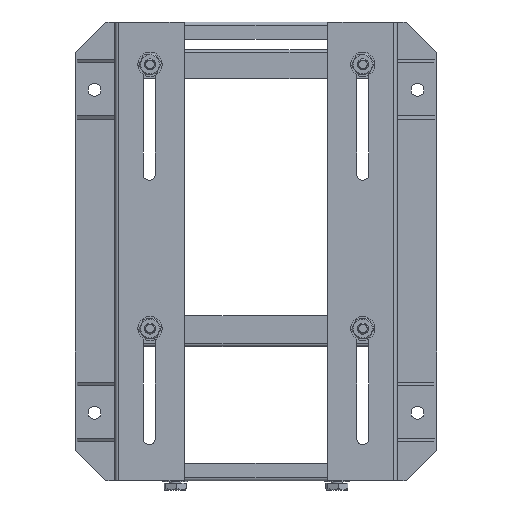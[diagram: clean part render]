
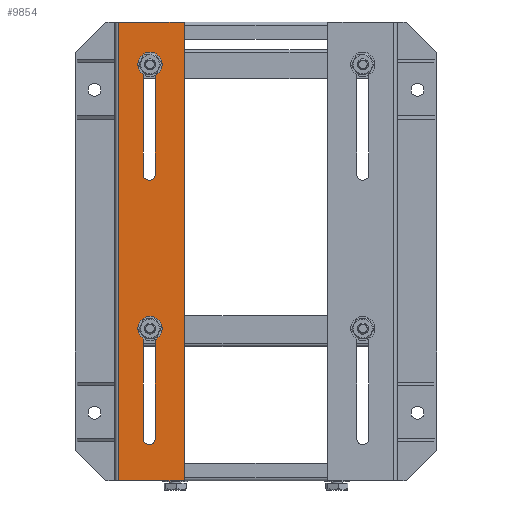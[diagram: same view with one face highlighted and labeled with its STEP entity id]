
A CAD part, front view. The second image highlights one B-rep face of the part: STEP entity #9854.
In plain terms, the highlighted planar face has unit normal (0, -1, 0).
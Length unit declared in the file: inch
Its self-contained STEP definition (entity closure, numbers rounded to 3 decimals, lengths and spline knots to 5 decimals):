
#117 = ORIENTED_EDGE ( 'NONE', *, *, #9566, .F. ) ;
#205 = CIRCLE ( 'NONE', #2037, 0.41339 ) ;
#336 = VERTEX_POINT ( 'NONE', #5296 ) ;
#474 = EDGE_CURVE ( 'NONE', #19120, #8553, #14097, .T. ) ;
#641 = CARTESIAN_POINT ( 'NONE',  ( 1.52287, -1.32464, 15.625 ) ) ;
#642 = DIRECTION ( 'NONE',  ( 0., 1., 0. ) ) ;
#744 = CARTESIAN_POINT ( 'NONE',  ( 1.10948, -1.32464, -5.25984 ) ) ;
#834 = DIRECTION ( 'NONE',  ( 0., 0., -1. ) ) ;
#918 = CARTESIAN_POINT ( 'NONE',  ( 1.52287, -1.32464, 15.625 ) ) ;
#1054 = ORIENTED_EDGE ( 'NONE', *, *, #6019, .F. ) ;
#1492 = EDGE_CURVE ( 'NONE', #20227, #20709, #15278, .T. ) ;
#1781 = CARTESIAN_POINT ( 'NONE',  ( -0.95752, -1.32464, 15.625 ) ) ;
#1791 = ORIENTED_EDGE ( 'NONE', *, *, #4028, .F. ) ;
#2037 = AXIS2_PLACEMENT_3D ( 'NONE', #12965, #11372, #14600 ) ;
#2149 = CARTESIAN_POINT ( 'NONE',  ( -0.95752, -1.32464, 15.625 ) ) ;
#2413 = EDGE_CURVE ( 'NONE', #4993, #11898, #6999, .T. ) ;
#2459 = CIRCLE ( 'NONE', #14629, 0.41339 ) ;
#2566 = DIRECTION ( 'NONE',  ( 0., -1., 0. ) ) ;
#2583 = CARTESIAN_POINT ( 'NONE',  ( 1.10948, -1.32464, -12.74016 ) ) ;
#2689 = DIRECTION ( 'NONE',  ( 0., -1., 0. ) ) ;
#2734 = DIRECTION ( 'NONE',  ( 0., 0., -1. ) ) ;
#3643 = CARTESIAN_POINT ( 'NONE',  ( -1.23652, -1.32464, 15.625 ) ) ;
#4028 = EDGE_CURVE ( 'NONE', #11898, #20227, #8002, .T. ) ;
#4152 = CARTESIAN_POINT ( 'NONE',  ( 1.10948, -1.32464, 5.25984 ) ) ;
#4244 = CARTESIAN_POINT ( 'NONE',  ( 3.48789, -1.32464, 15.625 ) ) ;
#4386 = FACE_BOUND ( 'NONE', #17073, .T. ) ;
#4630 = FACE_OUTER_BOUND ( 'NONE', #20922, .T. ) ;
#4709 = ORIENTED_EDGE ( 'NONE', *, *, #474, .F. ) ;
#4993 = VERTEX_POINT ( 'NONE', #16385 ) ;
#5050 = ORIENTED_EDGE ( 'NONE', *, *, #16997, .F. ) ;
#5244 = EDGE_CURVE ( 'NONE', #8355, #336, #10261, .T. ) ;
#5296 = CARTESIAN_POINT ( 'NONE',  ( 3.48789, -1.32464, 15.625 ) ) ;
#5400 = DIRECTION ( 'NONE',  ( 0., 0., 1. ) ) ;
#5609 = VERTEX_POINT ( 'NONE', #8866 ) ;
#5811 = VECTOR ( 'NONE', #7014, 39.37008 ) ;
#5865 = DIRECTION ( 'NONE',  ( 0., -1., 0. ) ) ;
#5991 = VECTOR ( 'NONE', #8881, 39.37008 ) ;
#6019 = EDGE_CURVE ( 'NONE', #336, #10097, #17941, .T. ) ;
#6408 = ORIENTED_EDGE ( 'NONE', *, *, #2413, .F. ) ;
#6916 = VECTOR ( 'NONE', #19038, 39.37008 ) ;
#6999 = LINE ( 'NONE', #8950, #16882 ) ;
#7014 = DIRECTION ( 'NONE',  ( 0., 0., 1. ) ) ;
#7037 = CARTESIAN_POINT ( 'NONE',  ( 1.10948, -1.32464, 4.84646 ) ) ;
#7153 = AXIS2_PLACEMENT_3D ( 'NONE', #7342, #9000, #834 ) ;
#7287 = VECTOR ( 'NONE', #15631, 39.37008 ) ;
#7342 = CARTESIAN_POINT ( 'NONE',  ( 1.10948, -1.32464, 5.25984 ) ) ;
#7469 = CARTESIAN_POINT ( 'NONE',  ( 0.6961, -1.32464, 15.625 ) ) ;
#7904 = CARTESIAN_POINT ( 'NONE',  ( 3.48789, -1.32464, -15.625 ) ) ;
#7974 = ORIENTED_EDGE ( 'NONE', *, *, #13251, .F. ) ;
#8002 = CIRCLE ( 'NONE', #11544, 0.41339 ) ;
#8355 = VERTEX_POINT ( 'NONE', #1781 ) ;
#8553 = VERTEX_POINT ( 'NONE', #10176 ) ;
#8597 = EDGE_CURVE ( 'NONE', #16576, #18600, #16722, .T. ) ;
#8866 = CARTESIAN_POINT ( 'NONE',  ( 1.52287, -1.32464, -12.74016 ) ) ;
#8881 = DIRECTION ( 'NONE',  ( -1., 0., 0. ) ) ;
#8937 = DIRECTION ( 'NONE',  ( 0., 0., 1. ) ) ;
#8950 = CARTESIAN_POINT ( 'NONE',  ( 0.6961, -1.32464, 15.625 ) ) ;
#9000 = DIRECTION ( 'NONE',  ( 0., -1., 0. ) ) ;
#9048 = EDGE_LOOP ( 'NONE', ( #16769, #21068, #9910, #5050, #4709 ) ) ;
#9192 = DIRECTION ( 'NONE',  ( 0., 0., -1. ) ) ;
#9219 = AXIS2_PLACEMENT_3D ( 'NONE', #744, #2689, #18949 ) ;
#9395 = DIRECTION ( 'NONE',  ( 0., -1., 0. ) ) ;
#9566 = EDGE_CURVE ( 'NONE', #20709, #16043, #12233, .T. ) ;
#9854 = ADVANCED_FACE ( 'NONE', ( #4630, #4386, #20998 ), #20486, .F. ) ;
#9910 = ORIENTED_EDGE ( 'NONE', *, *, #8597, .F. ) ;
#10097 = VERTEX_POINT ( 'NONE', #7904 ) ;
#10176 = CARTESIAN_POINT ( 'NONE',  ( 0.6961, -1.32464, -5.25984 ) ) ;
#10261 = LINE ( 'NONE', #3643, #14462 ) ;
#11372 = DIRECTION ( 'NONE',  ( 0., -1., 0. ) ) ;
#11437 = LINE ( 'NONE', #17164, #5991 ) ;
#11544 = AXIS2_PLACEMENT_3D ( 'NONE', #4152, #5865, #14642 ) ;
#11803 = LINE ( 'NONE', #2149, #5811 ) ;
#11898 = VERTEX_POINT ( 'NONE', #20038 ) ;
#11932 = LINE ( 'NONE', #641, #14551 ) ;
#11977 = DIRECTION ( 'NONE',  ( 1., 0., 0. ) ) ;
#12233 = LINE ( 'NONE', #918, #7287 ) ;
#12239 = EDGE_CURVE ( 'NONE', #18600, #5609, #205, .T. ) ;
#12382 = LINE ( 'NONE', #7469, #6916 ) ;
#12462 = ORIENTED_EDGE ( 'NONE', *, *, #17648, .F. ) ;
#12495 = CARTESIAN_POINT ( 'NONE',  ( 1.10948, -1.32464, 12.74016 ) ) ;
#12965 = CARTESIAN_POINT ( 'NONE',  ( 1.10948, -1.32464, -12.74016 ) ) ;
#13251 = EDGE_CURVE ( 'NONE', #10097, #19336, #11437, .T. ) ;
#13959 = CARTESIAN_POINT ( 'NONE',  ( -1.23652, -1.32464, 15.625 ) ) ;
#13974 = DIRECTION ( 'NONE',  ( 0., 0., -1. ) ) ;
#14097 = CIRCLE ( 'NONE', #9219, 0.41339 ) ;
#14326 = DIRECTION ( 'NONE',  ( 0., 0., -1. ) ) ;
#14462 = VECTOR ( 'NONE', #11977, 39.37008 ) ;
#14551 = VECTOR ( 'NONE', #5400, 39.37008 ) ;
#14600 = DIRECTION ( 'NONE',  ( 0., 0., -1. ) ) ;
#14629 = AXIS2_PLACEMENT_3D ( 'NONE', #12495, #2566, #14326 ) ;
#14642 = DIRECTION ( 'NONE',  ( 0., 0., -1. ) ) ;
#14996 = ORIENTED_EDGE ( 'NONE', *, *, #17674, .F. ) ;
#15278 = CIRCLE ( 'NONE', #7153, 0.41339 ) ;
#15631 = DIRECTION ( 'NONE',  ( 0., 0., 1. ) ) ;
#16043 = VERTEX_POINT ( 'NONE', #19545 ) ;
#16377 = CARTESIAN_POINT ( 'NONE',  ( 1.52287, -1.32464, -5.25984 ) ) ;
#16385 = CARTESIAN_POINT ( 'NONE',  ( 0.6961, -1.32464, 12.74016 ) ) ;
#16399 = EDGE_CURVE ( 'NONE', #5609, #19120, #11932, .T. ) ;
#16576 = VERTEX_POINT ( 'NONE', #19065 ) ;
#16722 = CIRCLE ( 'NONE', #18027, 0.41339 ) ;
#16769 = ORIENTED_EDGE ( 'NONE', *, *, #16399, .F. ) ;
#16865 = AXIS2_PLACEMENT_3D ( 'NONE', #13959, #642, #8937 ) ;
#16882 = VECTOR ( 'NONE', #13974, 39.37008 ) ;
#16997 = EDGE_CURVE ( 'NONE', #8553, #16576, #12382, .T. ) ;
#17073 = EDGE_LOOP ( 'NONE', ( #117, #21174, #1791, #6408, #14996 ) ) ;
#17164 = CARTESIAN_POINT ( 'NONE',  ( -1.23652, -1.32464, -15.625 ) ) ;
#17274 = CARTESIAN_POINT ( 'NONE',  ( 1.52287, -1.32464, 5.25984 ) ) ;
#17648 = EDGE_CURVE ( 'NONE', #19336, #8355, #11803, .T. ) ;
#17674 = EDGE_CURVE ( 'NONE', #16043, #4993, #2459, .T. ) ;
#17941 = LINE ( 'NONE', #4244, #19513 ) ;
#18027 = AXIS2_PLACEMENT_3D ( 'NONE', #2583, #9395, #2734 ) ;
#18512 = CARTESIAN_POINT ( 'NONE',  ( -0.95752, -1.32464, -15.625 ) ) ;
#18600 = VERTEX_POINT ( 'NONE', #19947 ) ;
#18949 = DIRECTION ( 'NONE',  ( 0., 0., -1. ) ) ;
#19038 = DIRECTION ( 'NONE',  ( 0., 0., -1. ) ) ;
#19045 = ORIENTED_EDGE ( 'NONE', *, *, #5244, .F. ) ;
#19065 = CARTESIAN_POINT ( 'NONE',  ( 0.6961, -1.32464, -12.74016 ) ) ;
#19120 = VERTEX_POINT ( 'NONE', #16377 ) ;
#19336 = VERTEX_POINT ( 'NONE', #18512 ) ;
#19513 = VECTOR ( 'NONE', #9192, 39.37008 ) ;
#19545 = CARTESIAN_POINT ( 'NONE',  ( 1.52287, -1.32464, 12.74016 ) ) ;
#19947 = CARTESIAN_POINT ( 'NONE',  ( 1.10948, -1.32464, -13.15354 ) ) ;
#20038 = CARTESIAN_POINT ( 'NONE',  ( 0.6961, -1.32464, 5.25984 ) ) ;
#20227 = VERTEX_POINT ( 'NONE', #7037 ) ;
#20486 = PLANE ( 'NONE',  #16865 ) ;
#20709 = VERTEX_POINT ( 'NONE', #17274 ) ;
#20922 = EDGE_LOOP ( 'NONE', ( #1054, #19045, #12462, #7974 ) ) ;
#20998 = FACE_BOUND ( 'NONE', #9048, .T. ) ;
#21068 = ORIENTED_EDGE ( 'NONE', *, *, #12239, .F. ) ;
#21174 = ORIENTED_EDGE ( 'NONE', *, *, #1492, .F. ) ;
